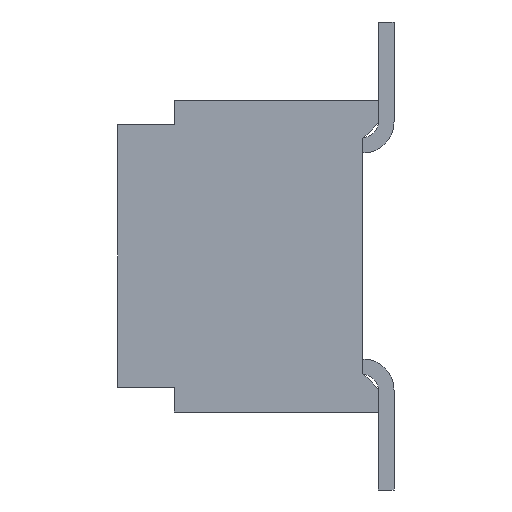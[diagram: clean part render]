
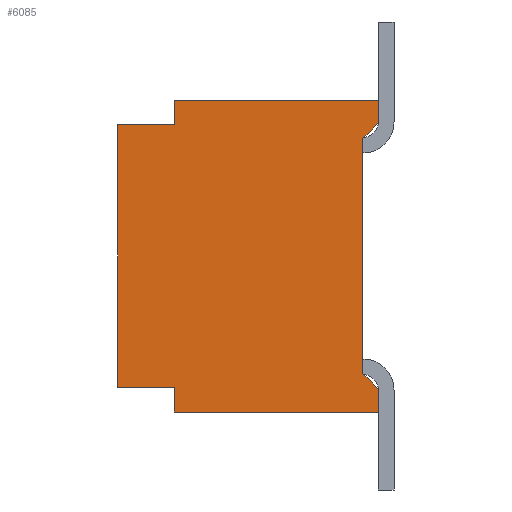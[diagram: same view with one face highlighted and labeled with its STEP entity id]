
A CAD part, left-side view. The second image highlights one B-rep face of the part: STEP entity #6085.
In plain terms, the highlighted planar face has unit normal (-1, 0, 0).
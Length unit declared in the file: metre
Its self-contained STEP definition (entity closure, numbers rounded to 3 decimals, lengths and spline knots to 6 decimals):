
#1710=ORIENTED_EDGE('',*,*,#2199,.T.);
#1711=ORIENTED_EDGE('',*,*,#2200,.T.);
#1712=ORIENTED_EDGE('',*,*,#2515,.F.);
#1713=ORIENTED_EDGE('',*,*,#2203,.T.);
#1714=ORIENTED_EDGE('',*,*,#2208,.T.);
#1715=ORIENTED_EDGE('',*,*,#2392,.T.);
#1716=ORIENTED_EDGE('',*,*,#2193,.T.);
#1717=ORIENTED_EDGE('',*,*,#2630,.T.);
#1718=ORIENTED_EDGE('',*,*,#2632,.T.);
#1719=ORIENTED_EDGE('',*,*,#2628,.T.);
#1720=ORIENTED_EDGE('',*,*,#2514,.T.);
#1721=ORIENTED_EDGE('',*,*,#2393,.F.);
#2193=EDGE_CURVE('',#2912,#2911,#3525,.T.);
#2199=EDGE_CURVE('',#2914,#2917,#3531,.T.);
#2200=EDGE_CURVE('',#2917,#2918,#3532,.T.);
#2203=EDGE_CURVE('',#2920,#2921,#3535,.T.);
#2208=EDGE_CURVE('',#2921,#2925,#3540,.T.);
#2392=EDGE_CURVE('',#2925,#2912,#3724,.T.);
#2393=EDGE_CURVE('',#2914,#3060,#3725,.T.);
#2514=EDGE_CURVE('',#3121,#3060,#3846,.T.);
#2515=EDGE_CURVE('',#2920,#2918,#3847,.T.);
#2628=EDGE_CURVE('',#3178,#3121,#3960,.T.);
#2630=EDGE_CURVE('',#2911,#3179,#3962,.T.);
#2632=EDGE_CURVE('',#3179,#3178,#3964,.T.);
#2911=VERTEX_POINT('',#8841);
#2912=VERTEX_POINT('',#8843);
#2914=VERTEX_POINT('',#8849);
#2917=VERTEX_POINT('',#8854);
#2918=VERTEX_POINT('',#8858);
#2920=VERTEX_POINT('',#8864);
#2921=VERTEX_POINT('',#8865);
#2925=VERTEX_POINT('',#8874);
#3060=VERTEX_POINT('',#9255);
#3121=VERTEX_POINT('',#9494);
#3178=VERTEX_POINT('',#9724);
#3179=VERTEX_POINT('',#9728);
#3525=LINE('',#8842,#4313);
#3531=LINE('',#8855,#4319);
#3532=LINE('',#8857,#4320);
#3535=LINE('',#8863,#4323);
#3540=LINE('',#8875,#4328);
#3724=LINE('',#9252,#4512);
#3725=LINE('',#9254,#4513);
#3846=LINE('',#9495,#4634);
#3847=LINE('',#9497,#4635);
#3960=LINE('',#9723,#4748);
#3962=LINE('',#9727,#4750);
#3964=LINE('',#9731,#4752);
#4313=VECTOR('',#7216,1.);
#4319=VECTOR('',#7224,1.);
#4320=VECTOR('',#7227,1.);
#4323=VECTOR('',#7232,1.);
#4328=VECTOR('',#7239,1.);
#4512=VECTOR('',#7541,1.);
#4513=VECTOR('',#7544,1.);
#4634=VECTOR('',#7781,1.);
#4635=VECTOR('',#7784,1.);
#4748=VECTOR('',#8011,1.);
#4750=VECTOR('',#8015,1.);
#4752=VECTOR('',#8019,1.);
#5101=EDGE_LOOP('',(#1710,#1711,#1712,#1713,#1714,#1715,#1716,#1717,#1718,
#1719,#1720,#1721));
#5463=FACE_BOUND('',#5101,.T.);
#5767=PLANE('',#6487);
#6085=ADVANCED_FACE('',(#5463),#5767,.F.);
#6487=AXIS2_PLACEMENT_3D('',#9730,#8017,#8018);
#7216=DIRECTION('',(0.,0.,1.));
#7224=DIRECTION('',(0.,0.,-1.));
#7227=DIRECTION('',(0.,1.,0.));
#7232=DIRECTION('',(0.,-1.,0.));
#7239=DIRECTION('',(0.,0.,-1.));
#7541=DIRECTION('',(0.,-1.,0.));
#7544=DIRECTION('',(0.,-1.,0.));
#7781=DIRECTION('',(0.,0.,1.));
#7784=DIRECTION('',(0.,0.,1.));
#8011=DIRECTION('',(0.,-0.707,0.707));
#8015=DIRECTION('',(0.,0.707,0.707));
#8017=DIRECTION('',(1.,0.,0.));
#8018=DIRECTION('',(0.,0.,-1.));
#8019=DIRECTION('',(0.,0.,1.));
#8841=CARTESIAN_POINT('',(0.,0.,-0.001085));
#8842=CARTESIAN_POINT('',(0.,0.,-0.00127));
#8843=CARTESIAN_POINT('',(0.,0.,-0.00127));
#8849=CARTESIAN_POINT('',(0.,0.001664,0.00127));
#8854=CARTESIAN_POINT('',(0.,0.001664,0.001067));
#8855=CARTESIAN_POINT('',(0.,0.001664,-0.00127));
#8857=CARTESIAN_POINT('',(0.,0.001664,0.001067));
#8858=CARTESIAN_POINT('',(0.,0.002121,0.001067));
#8863=CARTESIAN_POINT('',(0.,0.002121,-0.001067));
#8864=CARTESIAN_POINT('',(0.,0.002121,-0.001067));
#8865=CARTESIAN_POINT('',(0.,0.001664,-0.001067));
#8874=CARTESIAN_POINT('',(0.,0.001664,-0.00127));
#8875=CARTESIAN_POINT('',(0.,0.001664,-0.001067));
#9252=CARTESIAN_POINT('',(0.,0.002121,-0.00127));
#9254=CARTESIAN_POINT('',(0.,0.002121,0.00127));
#9255=CARTESIAN_POINT('',(0.,0.,0.00127));
#9494=CARTESIAN_POINT('',(0.,0.,0.001085));
#9495=CARTESIAN_POINT('',(0.,0.,-0.00127));
#9497=CARTESIAN_POINT('',(0.,0.002121,-0.00127));
#9723=CARTESIAN_POINT('',(0.,0.000127,0.000958));
#9724=CARTESIAN_POINT('',(0.,0.000127,0.000958));
#9727=CARTESIAN_POINT('',(0.,0.,-0.001085));
#9728=CARTESIAN_POINT('',(0.,0.000127,-0.000958));
#9730=CARTESIAN_POINT('',(0.,0.002121,-0.00127));
#9731=CARTESIAN_POINT('',(0.,0.000127,-0.000958));
